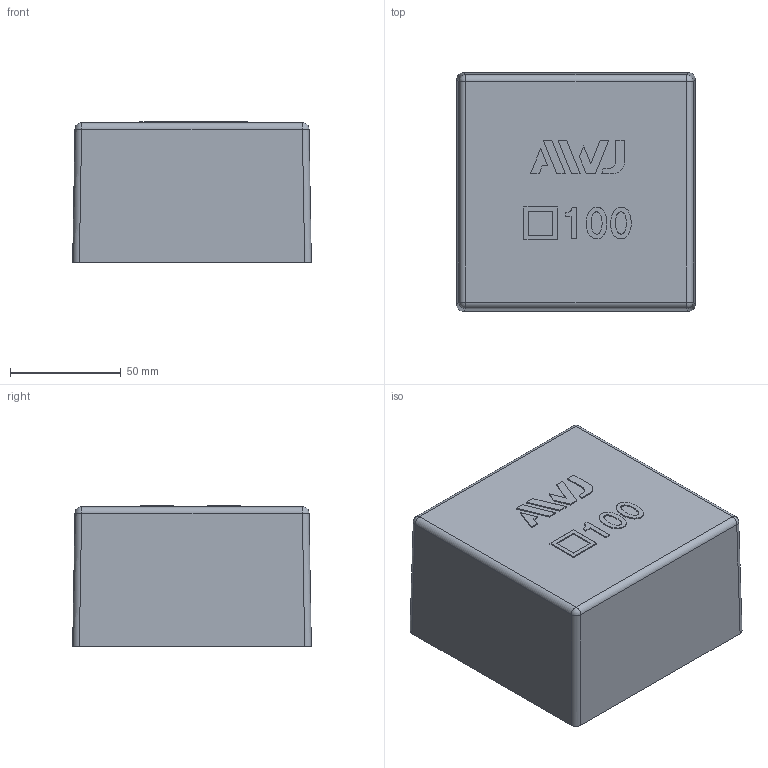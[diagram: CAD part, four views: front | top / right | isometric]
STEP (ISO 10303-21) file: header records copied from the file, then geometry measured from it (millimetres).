
FILE_DESCRIPTION( ( 'STEP AP203' ), '1' );
FILE_NAME( '100.step', '2022-07-25T04:00:15', ( ' ' ), ( ' ' ), 'XStep 1.0', ' ', ' ' );
FILE_SCHEMA( ( 'CONFIG_CONTROL_DESIGN' ) );
Length unit declared in the file: millimetre
Products named in the file (1): 1
Bounding box: 107.6 x 107.6 x 63.5 mm (x, y, z)
Volume: 110735.2 mm3; surface area: 72427.9 mm2
Topology: 1 solids, 1 shells, 82 faces, 193 edges, 122 vertices
Faces by surface type: plane 63, cylinder 10, extrusion 5, sphere 4
Entity records: 2485 total; most frequent: CARTESIAN_POINT 650, ORIENTED_EDGE 370, DIRECTION 328, EDGE_CURVE 185, VECTOR 132, LINE 127, VERTEX_POINT 122, EDGE_LOOP 99
